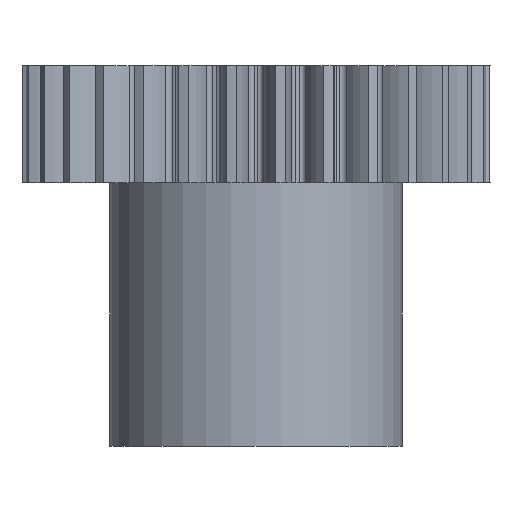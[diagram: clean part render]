
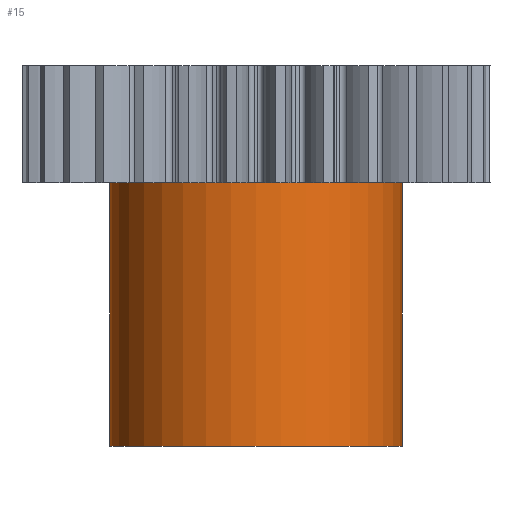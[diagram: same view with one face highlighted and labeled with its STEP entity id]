
A CAD part, front view. The second image highlights one B-rep face of the part: STEP entity #15.
In plain terms, the highlighted cylindrical face has radius 10 mm (diameter 20 mm), a partial arc.
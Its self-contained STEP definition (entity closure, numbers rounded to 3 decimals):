
#15 = ADVANCED_FACE ( 'NONE', ( #843 ), #845, .T. ) ;
#53 = ORIENTED_EDGE ( 'NONE', *, *, #5506, .F. ) ;
#87 = EDGE_CURVE ( 'NONE', #5503, #5525, #1882, .T. ) ;
#89 = ORIENTED_EDGE ( 'NONE', *, *, #6014, .F. ) ;
#134 = EDGE_LOOP ( 'NONE', ( #53, #154, #135, #89 ) ) ;
#135 = ORIENTED_EDGE ( 'NONE', *, *, #5500, .T. ) ;
#154 = ORIENTED_EDGE ( 'NONE', *, *, #87, .T. ) ;
#843 = FACE_OUTER_BOUND ( 'NONE', #134, .T. ) ;
#845 = CYLINDRICAL_SURFACE ( 'NONE', #859, 10. ) ;
#854 = DIRECTION ( 'NONE',  ( 1., 0., 0. ) ) ;
#855 = DIRECTION ( 'NONE',  ( 0., 0., 1. ) ) ;
#859 = AXIS2_PLACEMENT_3D ( 'NONE', #868, #855, #854 ) ;
#868 = CARTESIAN_POINT ( 'NONE',  ( 0., 0., -18. ) ) ;
#1882 = CIRCLE ( 'NONE', #1921, 10. ) ;
#1918 = DIRECTION ( 'NONE',  ( 1., 0., 0. ) ) ;
#1919 = DIRECTION ( 'NONE',  ( 0., 0., 1. ) ) ;
#1920 = CARTESIAN_POINT ( 'NONE',  ( 0., 0., -18. ) ) ;
#1921 = AXIS2_PLACEMENT_3D ( 'NONE', #1920, #1919, #1918 ) ;
#1952 = CARTESIAN_POINT ( 'NONE',  ( 10., 0., -18. ) ) ;
#1957 = CARTESIAN_POINT ( 'NONE',  ( 10., 0., 0. ) ) ;
#1960 = DIRECTION ( 'NONE',  ( 0., 0., 1. ) ) ;
#1961 = VECTOR ( 'NONE', #1960, 1000. ) ;
#1962 = CARTESIAN_POINT ( 'NONE',  ( -10., 0., -18. ) ) ;
#1968 = LINE ( 'NONE', #1962, #1961 ) ;
#1972 = DIRECTION ( 'NONE',  ( 0., 0., 1. ) ) ;
#1973 = VECTOR ( 'NONE', #1972, 1000. ) ;
#1974 = CARTESIAN_POINT ( 'NONE',  ( 10., 0., -18. ) ) ;
#1975 = LINE ( 'NONE', #1974, #1973 ) ;
#1976 = CARTESIAN_POINT ( 'NONE',  ( -10., 0., -18. ) ) ;
#1980 = CARTESIAN_POINT ( 'NONE',  ( -10., 0., 0. ) ) ;
#2960 = DIRECTION ( 'NONE',  ( 1., 0., 0. ) ) ;
#2961 = DIRECTION ( 'NONE',  ( 0., 0., 1. ) ) ;
#2962 = CARTESIAN_POINT ( 'NONE',  ( 0., 0., 0. ) ) ;
#2964 = CIRCLE ( 'NONE', #2982, 10. ) ;
#2982 = AXIS2_PLACEMENT_3D ( 'NONE', #2962, #2961, #2960 ) ;
#5500 = EDGE_CURVE ( 'NONE', #5525, #5510, #1975, .T. ) ;
#5503 = VERTEX_POINT ( 'NONE', #1976 ) ;
#5504 = VERTEX_POINT ( 'NONE', #1980 ) ;
#5506 = EDGE_CURVE ( 'NONE', #5503, #5504, #1968, .T. ) ;
#5510 = VERTEX_POINT ( 'NONE', #1957 ) ;
#5525 = VERTEX_POINT ( 'NONE', #1952 ) ;
#6014 = EDGE_CURVE ( 'NONE', #5504, #5510, #2964, .T. ) ;
